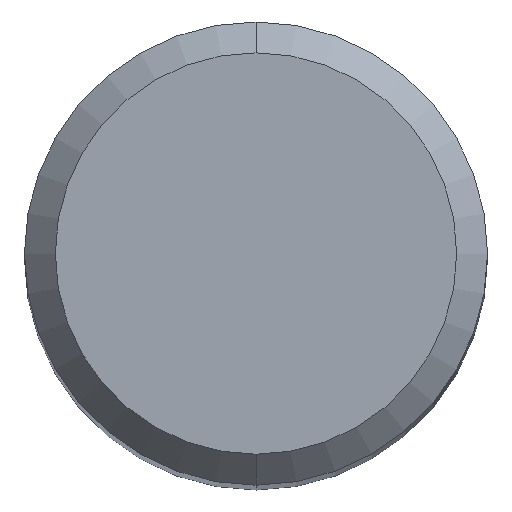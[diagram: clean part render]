
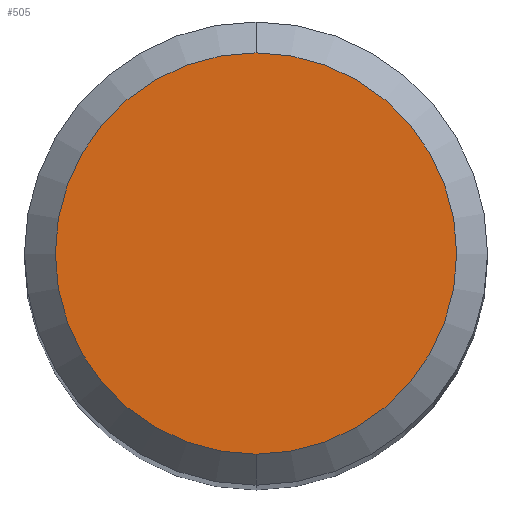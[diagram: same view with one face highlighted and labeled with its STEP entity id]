
A CAD part, top view. The second image highlights one B-rep face of the part: STEP entity #505.
In plain terms, the highlighted planar face has unit normal (0, 0, 1).
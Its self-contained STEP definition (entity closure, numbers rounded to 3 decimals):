
#505=ADVANCED_FACE('',(#1140),#1141,.T.);
#577=VERTEX_POINT('',#1225);
#701=EDGE_CURVE('',#577,#857,#1359,.T.);
#839=EDGE_CURVE('',#857,#577,#1508,.T.);
#857=VERTEX_POINT('',#1528);
#1140=FACE_OUTER_BOUND('',#5014,.T.);
#1141=PLANE('',#5015);
#1225=CARTESIAN_POINT('',(0.,-2.6,0.0));
#1359=CIRCLE('',#8181,2.6);
#1508=CIRCLE('',#8970,2.6);
#1528=CARTESIAN_POINT('',(0.0,2.6,0.0));
#5014=EDGE_LOOP('',(#9680,#9681));
#5015=AXIS2_PLACEMENT_3D('',#9682,#9683,#9684);
#8181=AXIS2_PLACEMENT_3D('',#9934,#9935,#9936);
#8970=AXIS2_PLACEMENT_3D('',#10095,#10096,#10097);
#9680=ORIENTED_EDGE('',*,*,#839,.F.);
#9681=ORIENTED_EDGE('',*,*,#701,.F.);
#9682=CARTESIAN_POINT('',(0.0,1.3,0.0));
#9683=DIRECTION('',(-0.0,0.0,1.0));
#9684=DIRECTION('',(0.0,-1.0,0.0));
#9934=CARTESIAN_POINT('',(0.0,0.0,0.0));
#9935=DIRECTION('',(0.0,0.0,-1.0));
#9936=DIRECTION('',(0.0,1.0,0.0));
#10095=CARTESIAN_POINT('',(0.0,0.0,0.0));
#10096=DIRECTION('',(0.0,0.0,-1.0));
#10097=DIRECTION('',(0.0,1.0,0.0));
